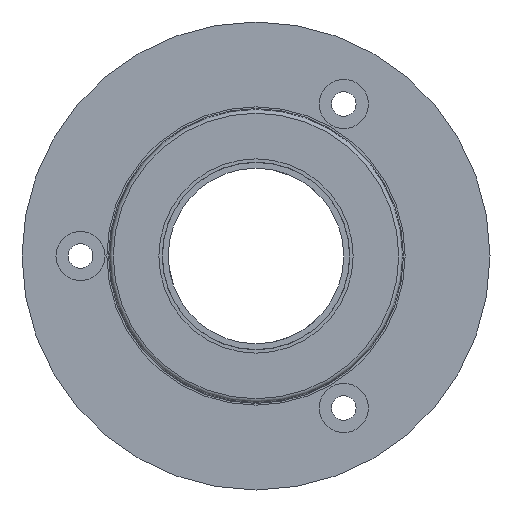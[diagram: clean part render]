
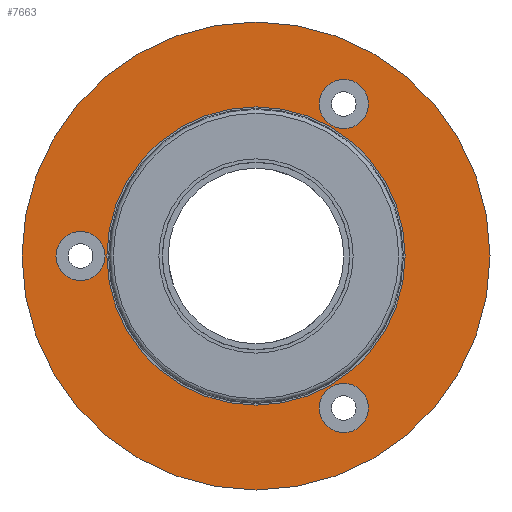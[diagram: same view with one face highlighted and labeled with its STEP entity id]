
A CAD part, left-side view. The second image highlights one B-rep face of the part: STEP entity #7663.
In plain terms, the highlighted planar face has unit normal (-1, 0, 0).
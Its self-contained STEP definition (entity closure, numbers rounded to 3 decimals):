
#3932 = FACE_BOUND ( 'NONE', #65635, .T. ) ;
#4154 = EDGE_CURVE ( 'NONE', #7901, #7901, #52668, .T. ) ;
#4177 = DIRECTION ( 'NONE',  ( 0., 1., 0. ) ) ;
#4585 = VERTEX_POINT ( 'NONE', #36860 ) ;
#4728 = AXIS2_PLACEMENT_3D ( 'NONE', #26050, #59272, #48104 ) ;
#6259 = CARTESIAN_POINT ( 'NONE',  ( 2.8, -7.5, -12.99 ) ) ;
#6637 = DIRECTION ( 'NONE',  ( 0., 1., 0. ) ) ;
#7663 = ADVANCED_FACE ( 'NONE', ( #42686, #14464, #3932, #64018, #64733 ), #20622, .T. ) ;
#7901 = VERTEX_POINT ( 'NONE', #46993 ) ;
#9225 = EDGE_LOOP ( 'NONE', ( #24245 ) ) ;
#9388 = CARTESIAN_POINT ( 'NONE',  ( 2.8, 15., 0. ) ) ;
#9541 = EDGE_CURVE ( 'NONE', #67997, #67997, #68345, .T. ) ;
#10464 = CARTESIAN_POINT ( 'NONE',  ( 2.8, 0., 0. ) ) ;
#10663 = CARTESIAN_POINT ( 'NONE',  ( 2.8, 0., 0. ) ) ;
#13005 = CIRCLE ( 'NONE', #53442, 2.1 ) ;
#13255 = CIRCLE ( 'NONE', #64137, 2.1 ) ;
#13443 = ORIENTED_EDGE ( 'NONE', *, *, #4154, .T. ) ;
#13975 = AXIS2_PLACEMENT_3D ( 'NONE', #10464, #71596, #16978 ) ;
#14331 = ORIENTED_EDGE ( 'NONE', *, *, #59042, .T. ) ;
#14464 = FACE_BOUND ( 'NONE', #38639, .T. ) ;
#16978 = DIRECTION ( 'NONE',  ( 0., 1., 0. ) ) ;
#17898 = ORIENTED_EDGE ( 'NONE', *, *, #9541, .F. ) ;
#19135 = CARTESIAN_POINT ( 'NONE',  ( 2.8, -7.5, 12.99 ) ) ;
#20297 = DIRECTION ( 'NONE',  ( 1., 0., 0. ) ) ;
#20622 = PLANE ( 'NONE',  #4728 ) ;
#24245 = ORIENTED_EDGE ( 'NONE', *, *, #32362, .T. ) ;
#25568 = DIRECTION ( 'NONE',  ( 1., 0., 0. ) ) ;
#26050 = CARTESIAN_POINT ( 'NONE',  ( 2.8, 10., 0. ) ) ;
#30039 = ORIENTED_EDGE ( 'NONE', *, *, #31588, .T. ) ;
#31131 = DIRECTION ( 'NONE',  ( 0., 1., 0. ) ) ;
#31588 = EDGE_CURVE ( 'NONE', #70120, #70120, #13255, .T. ) ;
#31754 = VERTEX_POINT ( 'NONE', #59219 ) ;
#32362 = EDGE_CURVE ( 'NONE', #31754, #31754, #13005, .T. ) ;
#36510 = CARTESIAN_POINT ( 'NONE',  ( 2.8, 20., 0. ) ) ;
#36860 = CARTESIAN_POINT ( 'NONE',  ( 2.8, 10., 0. ) ) ;
#38639 = EDGE_LOOP ( 'NONE', ( #30039 ) ) ;
#39806 = DIRECTION ( 'NONE',  ( 0., 1., 0. ) ) ;
#41738 = CIRCLE ( 'NONE', #13975, 10. ) ;
#42686 = FACE_BOUND ( 'NONE', #9225, .T. ) ;
#44984 = DIRECTION ( 'NONE',  ( 1., 0., 0. ) ) ;
#45181 = AXIS2_PLACEMENT_3D ( 'NONE', #10663, #25568, #4177 ) ;
#46993 = CARTESIAN_POINT ( 'NONE',  ( 2.8, -5.4, 12.99 ) ) ;
#48104 = DIRECTION ( 'NONE',  ( 0., -1., 0. ) ) ;
#50531 = EDGE_LOOP ( 'NONE', ( #17898 ) ) ;
#52668 = CIRCLE ( 'NONE', #56127, 2.1 ) ;
#53442 = AXIS2_PLACEMENT_3D ( 'NONE', #9388, #20297, #31131 ) ;
#56127 = AXIS2_PLACEMENT_3D ( 'NONE', #19135, #62541, #39806 ) ;
#59042 = EDGE_CURVE ( 'NONE', #4585, #4585, #41738, .T. ) ;
#59219 = CARTESIAN_POINT ( 'NONE',  ( 2.8, 17.1, 0. ) ) ;
#59272 = DIRECTION ( 'NONE',  ( -1., 0., 0. ) ) ;
#62541 = DIRECTION ( 'NONE',  ( 1., 0., 0. ) ) ;
#64018 = FACE_BOUND ( 'NONE', #71296, .T. ) ;
#64137 = AXIS2_PLACEMENT_3D ( 'NONE', #6259, #44984, #6637 ) ;
#64733 = FACE_OUTER_BOUND ( 'NONE', #50531, .T. ) ;
#65635 = EDGE_LOOP ( 'NONE', ( #13443 ) ) ;
#67997 = VERTEX_POINT ( 'NONE', #36510 ) ;
#68345 = CIRCLE ( 'NONE', #45181, 20. ) ;
#70120 = VERTEX_POINT ( 'NONE', #70791 ) ;
#70791 = CARTESIAN_POINT ( 'NONE',  ( 2.8, -5.4, -12.99 ) ) ;
#71296 = EDGE_LOOP ( 'NONE', ( #14331 ) ) ;
#71596 = DIRECTION ( 'NONE',  ( 1., 0., 0. ) ) ;
